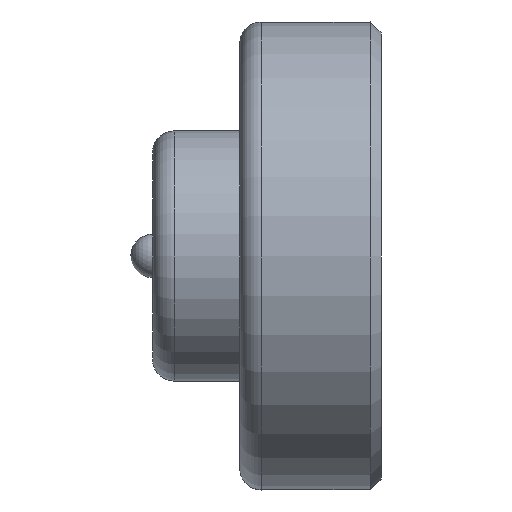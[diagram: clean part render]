
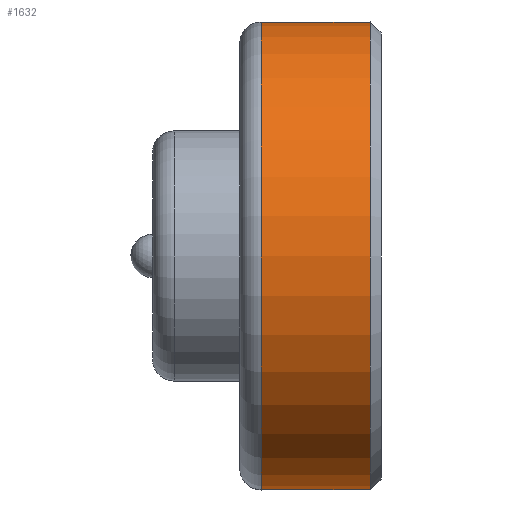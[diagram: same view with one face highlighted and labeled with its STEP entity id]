
A CAD part, left-side view. The second image highlights one B-rep face of the part: STEP entity #1632.
In plain terms, the highlighted cylindrical face has radius 10.75 mm (diameter 21.5 mm), a partial arc.
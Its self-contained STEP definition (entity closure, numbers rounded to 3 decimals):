
#237=LINE('',#2944,#382);
#239=LINE('',#2948,#384);
#382=VECTOR('',#2155,10.);
#384=VECTOR('',#2159,10.);
#406=CYLINDRICAL_SURFACE('',#1774,10.75);
#482=FACE_OUTER_BOUND('',#585,.T.);
#585=EDGE_LOOP('',(#1390,#1391,#1392,#1393));
#672=CIRCLE('',#1765,10.75);
#676=CIRCLE('',#1775,10.75);
#818=VERTEX_POINT('',#2915);
#820=VERTEX_POINT('',#2921);
#825=VERTEX_POINT('',#2943);
#826=VERTEX_POINT('',#2947);
#1024=EDGE_CURVE('',#818,#820,#672,.T.);
#1036=EDGE_CURVE('',#820,#825,#237,.T.);
#1038=EDGE_CURVE('',#818,#826,#239,.T.);
#1039=EDGE_CURVE('',#825,#826,#676,.T.);
#1390=ORIENTED_EDGE('',*,*,#1024,.F.);
#1391=ORIENTED_EDGE('',*,*,#1038,.T.);
#1392=ORIENTED_EDGE('',*,*,#1039,.F.);
#1393=ORIENTED_EDGE('',*,*,#1036,.F.);
#1632=ADVANCED_FACE('',(#482),#406,.T.);
#1765=AXIS2_PLACEMENT_3D('',#2922,#2129,#2130);
#1774=AXIS2_PLACEMENT_3D('',#2946,#2157,#2158);
#1775=AXIS2_PLACEMENT_3D('',#2949,#2160,#2161);
#2129=DIRECTION('center_axis',(0.,-1.,0.));
#2130=DIRECTION('ref_axis',(-1.,0.,0.));
#2155=DIRECTION('',(0.,1.,0.));
#2157=DIRECTION('center_axis',(0.,1.,0.));
#2158=DIRECTION('ref_axis',(-1.,0.,0.));
#2159=DIRECTION('',(0.,1.,0.));
#2160=DIRECTION('center_axis',(0.,1.,0.));
#2161=DIRECTION('ref_axis',(-1.,0.,0.));
#2915=CARTESIAN_POINT('',(7.713,0.5,2.613));
#2921=CARTESIAN_POINT('',(7.713,0.5,-18.613));
#2922=CARTESIAN_POINT('Origin',(6.,0.5,-8.));
#2943=CARTESIAN_POINT('',(7.713,5.5,-18.613));
#2944=CARTESIAN_POINT('',(7.713,0.,-18.613));
#2946=CARTESIAN_POINT('Origin',(6.,0.,-8.));
#2947=CARTESIAN_POINT('',(7.713,5.5,2.613));
#2948=CARTESIAN_POINT('',(7.713,0.,2.613));
#2949=CARTESIAN_POINT('Origin',(6.,5.5,-8.));
